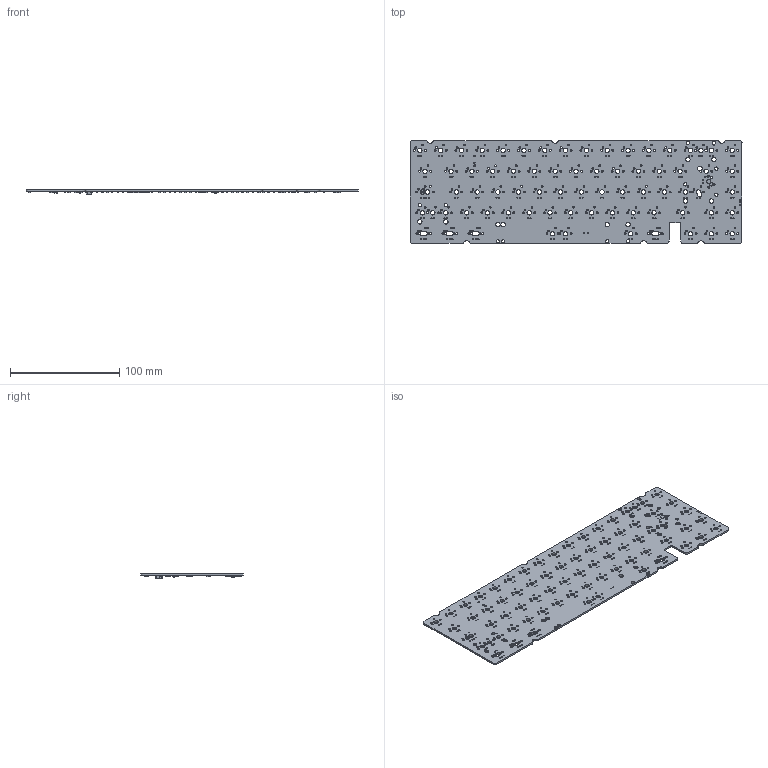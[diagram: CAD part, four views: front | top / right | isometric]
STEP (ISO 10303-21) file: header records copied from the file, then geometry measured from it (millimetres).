
FILE_DESCRIPTION(('KiCad electronic assembly'),'2;1');
FILE_NAME('Bakeneko65_PCB.step','2022-10-05T19:58:19',('Pcbnew'),( 'Kicad'),'Open CASCADE STEP processor 7.6','KiCad to STEP converter' ,'Unknown');
FILE_SCHEMA(('AUTOMOTIVE_DESIGN { 1 0 10303 214 1 1 1 1 }'));
Length unit declared in the file: millimetre
Products named in the file (24): Bakeneko65_PCB 1; C_0603_1608Metric; SOLID; D_SOD-123F; Fuse_1206_3216Metric; SOT-23; R_0603_1608Metric; SW_SPST_TL3342; SW_SPDT_PCM12; SOT-23-6; SOT-23-5; LQFP-48_7x7mm_P0.5mm; SM04B-SRSS-TB; _autosave-CKBakeneko65 PCB
Assembly tree (172 placements, depth 3):
  Bakeneko65_PCB 1
    C_0603_1608Metric  x9
      SOLID
    D_SOD-123F  x71
      SOLID
    Fuse_1206_3216Metric
      SOLID
    SOT-23
      SOLID
    R_0603_1608Metric  x72
      SOLID
    SW_SPST_TL3342
      SOLID
    SW_SPDT_PCM12
      SOLID
    SOT-23-6
      SOLID
    SOT-23-5
      SOLID
    LQFP-48_7x7mm_P0.5mm
      SOLID
    SM04B-SRSS-TB
      SOLID
    _autosave-CKBakeneko65 PCB
Bounding box: 303.75 x 94.2 x 4.5 mm (x, y, z)
Volume: 42787.1 mm3; surface area: 61612.2 mm2
Topology: 161 solids, 162 shells, 6236 faces, 15818 edges, 10023 vertices
Faces by surface type: bspline 5563, cylinder 633, plane 40
Full cylindrical faces by diameter (mm): 0.3 x12, 0.9 x2, 1 x3, 1.04 x149, 1.47 x155, 1.75 x135, 3.048 x10, 3.988 x78
Entity records: 165249 total; most frequent: CARTESIAN_POINT 59345, ORIENTED_EDGE 12428, PCURVE 12428, DEFINITIONAL_REPRESENTATION 12428, B_SPLINE_CURVE_WITH_KNOTS 11455, DIRECTION 7547, EDGE_CURVE 6214, SURFACE_CURVE 5663
